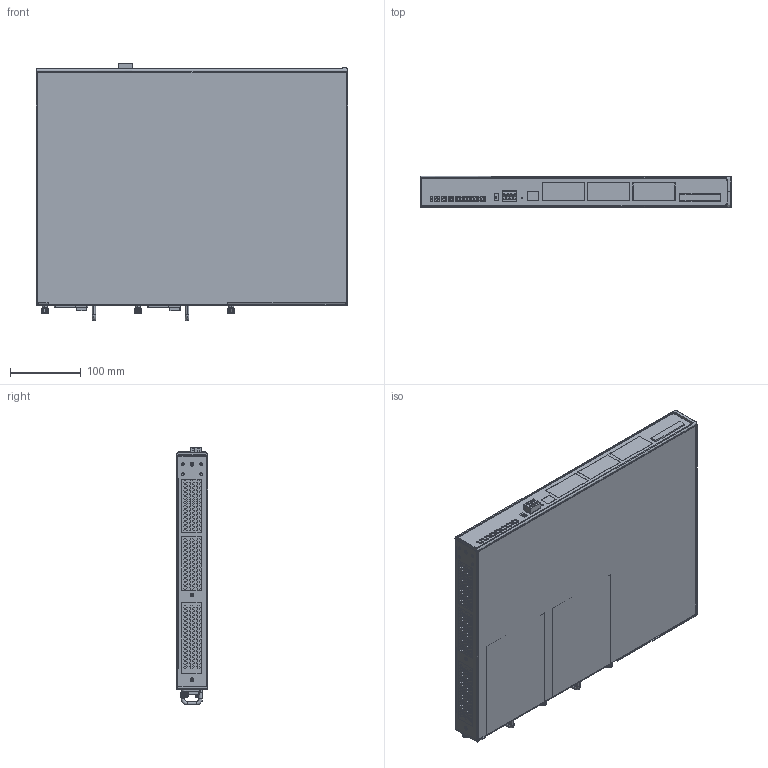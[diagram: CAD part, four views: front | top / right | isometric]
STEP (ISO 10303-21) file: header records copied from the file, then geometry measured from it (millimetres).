
FILE_DESCRIPTION((''),'2;1');
FILE_NAME('ASM_SH5428_FINAL_ASM','2022-10-11T',('wenjing'),(''),'PRO/ENGINEER BY PARAMETRIC TECHNOLOGY CORPORATION, 2013230','PRO/ENGINEER BY PARAMETRIC TECHNOLOGY CORPORATION, 2013230','');
FILE_SCHEMA(('CONFIG_CONTROL_DESIGN'));
Products named in the file (28): 01TOP_6_1; MANIFOLD_SOLID_BREP_100173_1; 02BOTTOM_5_ASM_1_ASM; ASM_02BOTTOM_ASM_3_ASM_1_ASM; 07PCB_MAINBOARD_2_1; MANIFOLD_SOLID_BREP_14666_1_1; 02_POWER_BOTTOM_7_ASM_1_ASM_1_ASM; GONGZILUODING_2_1_1; ASM_POWER_BOTTOM_ASM_4_ASM_1_AS_ASM; MANIFOLD_SOLID_BREP_39057_1_1; 01_POWER_TOP_5_ASM_1_ASM_1_ASM; HANDLE2_1_1_1; JIZHILUODING_1_1_1; AC-PLUG_4_1_1; SWITCH_ASM_1_1_1; FRAME_1_2_1; ASM_SWITCH_ASM_1_ASM_1_ASM_1_ASM; ASM_ASM_7_ASM_2_ASM_1_ASM; 10POWER_ASM_1_ASM_1_ASM; BOMAKAIGUAN_8_1_1; MANIFOLD_SOLID_BREP_188860_1; MANIFOLD_SOLID_BREP_189010_1; MANIFOLD_SOLID_BREP_189160_1; DUANZITAI_MUZUO_7_ASM_1_ASM; ASM_ASM_8_ASM_1_ASM; SH6428GONGYE_QIANLIAN_11_1; ASM_SH6428_ASM_1_ASM; ASM_SH5428_FINAL_ASM
Assembly tree (37 placements, depth 8):
  ASM_SH5428_FINAL_ASM
    ASM_SH6428_ASM_1_ASM
      ASM_ASM_8_ASM_1_ASM
        01TOP_6_1
        ASM_02BOTTOM_ASM_3_ASM_1_ASM
          02BOTTOM_5_ASM_1_ASM
            MANIFOLD_SOLID_BREP_100173_1
        07PCB_MAINBOARD_2_1
        10POWER_ASM_1_ASM_1_ASM  x2
          ASM_ASM_7_ASM_2_ASM_1_ASM
            ASM_POWER_BOTTOM_ASM_4_ASM_1_AS_ASM
              02_POWER_BOTTOM_7_ASM_1_ASM_1_ASM
                MANIFOLD_SOLID_BREP_14666_1_1
              GONGZILUODING_2_1_1  x2
            01_POWER_TOP_5_ASM_1_ASM_1_ASM
              MANIFOLD_SOLID_BREP_39057_1_1
            HANDLE2_1_1_1
            JIZHILUODING_1_1_1  x9
            ASM_SWITCH_ASM_1_ASM_1_ASM_1_ASM
              AC-PLUG_4_1_1
              SWITCH_ASM_1_1_1
              FRAME_1_2_1
        BOMAKAIGUAN_8_1_1
        DUANZITAI_MUZUO_7_ASM_1_ASM
          MANIFOLD_SOLID_BREP_188860_1
          MANIFOLD_SOLID_BREP_189010_1
          MANIFOLD_SOLID_BREP_189160_1
      SH6428GONGYE_QIANLIAN_11_1
Bounding box: 440 x 44 x 364.65 mm (x, y, z)
Surface area: 1053367.6 mm2
Topology: 40 solids, 40 shells, 5742 faces, 16354 edges, 10982 vertices
Faces by surface type: plane 4516, cylinder 1075, cone 108, torus 16, extrusion 14, sphere 9, bspline 4
Entity records: 145609 total; most frequent: CARTESIAN_POINT 28573, ORIENTED_EDGE 24836, DIRECTION 22140, EDGE_CURVE 12418, VECTOR 11046, LINE 11032, VERTEX_POINT 8257, AXIS2_PLACEMENT_3D 5547
